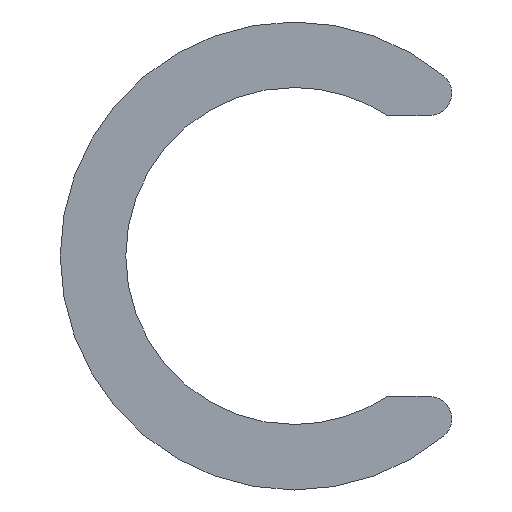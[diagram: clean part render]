
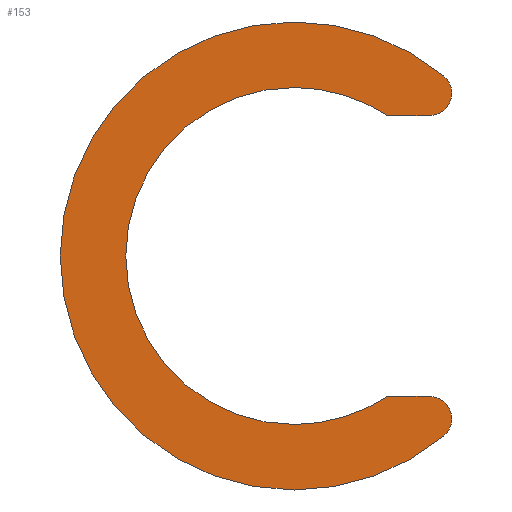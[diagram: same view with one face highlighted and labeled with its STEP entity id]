
A CAD part, front view. The second image highlights one B-rep face of the part: STEP entity #153.
In plain terms, the highlighted planar face has unit normal (0, -1, 0).
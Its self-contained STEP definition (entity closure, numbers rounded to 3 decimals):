
#1 = CARTESIAN_POINT ( 'NONE',  ( 7.211, 0., 8.7 ) ) ;
#6 = LINE ( 'NONE', #34, #257 ) ;
#8 = DIRECTION ( 'NONE',  ( 0., 1., 0. ) ) ;
#15 = CARTESIAN_POINT ( 'NONE',  ( 0., 0., 12.5 ) ) ;
#19 = CARTESIAN_POINT ( 'NONE',  ( 0., 0., 0. ) ) ;
#24 = CARTESIAN_POINT ( 'NONE',  ( 0., 0., 0. ) ) ;
#29 = AXIS2_PLACEMENT_3D ( 'NONE', #244, #334, #183 ) ;
#34 = CARTESIAN_POINT ( 'NONE',  ( 4.975, 0., -7.5 ) ) ;
#37 = LINE ( 'NONE', #189, #354 ) ;
#42 = DIRECTION ( 'NONE',  ( 0., 0., 1. ) ) ;
#44 = AXIS2_PLACEMENT_3D ( 'NONE', #1, #221, #84 ) ;
#47 = EDGE_CURVE ( 'NONE', #231, #286, #395, .T. ) ;
#49 = DIRECTION ( 'NONE',  ( 0., -1., 0. ) ) ;
#54 = EDGE_CURVE ( 'NONE', #317, #346, #262, .T. ) ;
#58 = ORIENTED_EDGE ( 'NONE', *, *, #191, .F. ) ;
#60 = CARTESIAN_POINT ( 'NONE',  ( 4.975, 0., 7.5 ) ) ;
#63 = ORIENTED_EDGE ( 'NONE', *, *, #275, .F. ) ;
#65 = ORIENTED_EDGE ( 'NONE', *, *, #47, .F. ) ;
#67 = VERTEX_POINT ( 'NONE', #60 ) ;
#69 = AXIS2_PLACEMENT_3D ( 'NONE', #100, #223, #129 ) ;
#71 = VERTEX_POINT ( 'NONE', #337 ) ;
#84 = DIRECTION ( 'NONE',  ( 0., 0., 1. ) ) ;
#100 = CARTESIAN_POINT ( 'NONE',  ( 0., 0., 0. ) ) ;
#102 = AXIS2_PLACEMENT_3D ( 'NONE', #302, #136, #331 ) ;
#108 = DIRECTION ( 'NONE',  ( 0., 0., 1. ) ) ;
#109 = CIRCLE ( 'NONE', #157, 12.5 ) ;
#129 = DIRECTION ( 'NONE',  ( 0., 0., 1. ) ) ;
#132 = CIRCLE ( 'NONE', #102, 12.5 ) ;
#133 = VERTEX_POINT ( 'NONE', #369 ) ;
#136 = DIRECTION ( 'NONE',  ( 0., 1., 0. ) ) ;
#138 = AXIS2_PLACEMENT_3D ( 'NONE', #19, #201, #108 ) ;
#142 = DIRECTION ( 'NONE',  ( 0., 1., 0. ) ) ;
#153 = ADVANCED_FACE ( 'NONE', ( #180 ), #306, .F. ) ;
#154 = DIRECTION ( 'NONE',  ( 1., 0., 0. ) ) ;
#157 = AXIS2_PLACEMENT_3D ( 'NONE', #377, #8, #42 ) ;
#170 = ORIENTED_EDGE ( 'NONE', *, *, #268, .F. ) ;
#173 = CARTESIAN_POINT ( 'NONE',  ( 7.977, 0., 9.624 ) ) ;
#180 = FACE_OUTER_BOUND ( 'NONE', #237, .T. ) ;
#181 = CIRCLE ( 'NONE', #339, 9. ) ;
#183 = DIRECTION ( 'NONE',  ( 0., 0., 1. ) ) ;
#189 = CARTESIAN_POINT ( 'NONE',  ( 4.975, 0., 7.5 ) ) ;
#191 = EDGE_CURVE ( 'NONE', #401, #346, #109, .T. ) ;
#194 = CARTESIAN_POINT ( 'NONE',  ( 4.975, 0., -7.5 ) ) ;
#197 = ORIENTED_EDGE ( 'NONE', *, *, #335, .F. ) ;
#201 = DIRECTION ( 'NONE',  ( 0., 1., 0. ) ) ;
#207 = AXIS2_PLACEMENT_3D ( 'NONE', #239, #49, #365 ) ;
#221 = DIRECTION ( 'NONE',  ( 0., -1., 0. ) ) ;
#223 = DIRECTION ( 'NONE',  ( 0., -1., 0. ) ) ;
#224 = ORIENTED_EDGE ( 'NONE', *, *, #376, .F. ) ;
#231 = VERTEX_POINT ( 'NONE', #324 ) ;
#234 = VERTEX_POINT ( 'NONE', #316 ) ;
#237 = EDGE_LOOP ( 'NONE', ( #197, #313, #170, #65, #63, #264, #284, #319, #58, #224 ) ) ;
#239 = CARTESIAN_POINT ( 'NONE',  ( 7.211, 0., -8.7 ) ) ;
#244 = CARTESIAN_POINT ( 'NONE',  ( 0., 0., 0. ) ) ;
#257 = VECTOR ( 'NONE', #154, 1000. ) ;
#262 = CIRCLE ( 'NONE', #44, 1.2 ) ;
#264 = ORIENTED_EDGE ( 'NONE', *, *, #295, .F. ) ;
#265 = AXIS2_PLACEMENT_3D ( 'NONE', #24, #142, #276 ) ;
#268 = EDGE_CURVE ( 'NONE', #286, #353, #6, .T. ) ;
#275 = EDGE_CURVE ( 'NONE', #234, #231, #181, .T. ) ;
#276 = DIRECTION ( 'NONE',  ( 0., 0., 1. ) ) ;
#284 = ORIENTED_EDGE ( 'NONE', *, *, #309, .F. ) ;
#286 = VERTEX_POINT ( 'NONE', #194 ) ;
#295 = EDGE_CURVE ( 'NONE', #67, #234, #332, .T. ) ;
#299 = CARTESIAN_POINT ( 'NONE',  ( 7.211, 0., -7.5 ) ) ;
#302 = CARTESIAN_POINT ( 'NONE',  ( 0., 0., 0. ) ) ;
#306 = PLANE ( 'NONE',  #265 ) ;
#309 = EDGE_CURVE ( 'NONE', #317, #67, #37, .T. ) ;
#313 = ORIENTED_EDGE ( 'NONE', *, *, #384, .T. ) ;
#315 = CIRCLE ( 'NONE', #138, 12.5 ) ;
#316 = CARTESIAN_POINT ( 'NONE',  ( 0., 0., 9. ) ) ;
#317 = VERTEX_POINT ( 'NONE', #327 ) ;
#319 = ORIENTED_EDGE ( 'NONE', *, *, #54, .T. ) ;
#322 = DIRECTION ( 'NONE',  ( -1., 0., 0. ) ) ;
#324 = CARTESIAN_POINT ( 'NONE',  ( 0., 0., -9. ) ) ;
#327 = CARTESIAN_POINT ( 'NONE',  ( 7.211, 0., 7.5 ) ) ;
#331 = DIRECTION ( 'NONE',  ( 0., 0., 1. ) ) ;
#332 = CIRCLE ( 'NONE', #69, 9. ) ;
#334 = DIRECTION ( 'NONE',  ( 0., -1., 0. ) ) ;
#335 = EDGE_CURVE ( 'NONE', #71, #133, #132, .T. ) ;
#337 = CARTESIAN_POINT ( 'NONE',  ( 7.977, 0., -9.624 ) ) ;
#339 = AXIS2_PLACEMENT_3D ( 'NONE', #356, #382, #374 ) ;
#346 = VERTEX_POINT ( 'NONE', #173 ) ;
#353 = VERTEX_POINT ( 'NONE', #299 ) ;
#354 = VECTOR ( 'NONE', #322, 1000. ) ;
#356 = CARTESIAN_POINT ( 'NONE',  ( 0., 0., 0. ) ) ;
#365 = DIRECTION ( 'NONE',  ( 0., 0., 1. ) ) ;
#369 = CARTESIAN_POINT ( 'NONE',  ( 0., 0., -12.5 ) ) ;
#374 = DIRECTION ( 'NONE',  ( 0., 0., 1. ) ) ;
#376 = EDGE_CURVE ( 'NONE', #133, #401, #315, .T. ) ;
#377 = CARTESIAN_POINT ( 'NONE',  ( 0., 0., 0. ) ) ;
#380 = CIRCLE ( 'NONE', #207, 1.2 ) ;
#382 = DIRECTION ( 'NONE',  ( 0., -1., 0. ) ) ;
#384 = EDGE_CURVE ( 'NONE', #71, #353, #380, .T. ) ;
#395 = CIRCLE ( 'NONE', #29, 9. ) ;
#401 = VERTEX_POINT ( 'NONE', #15 ) ;
